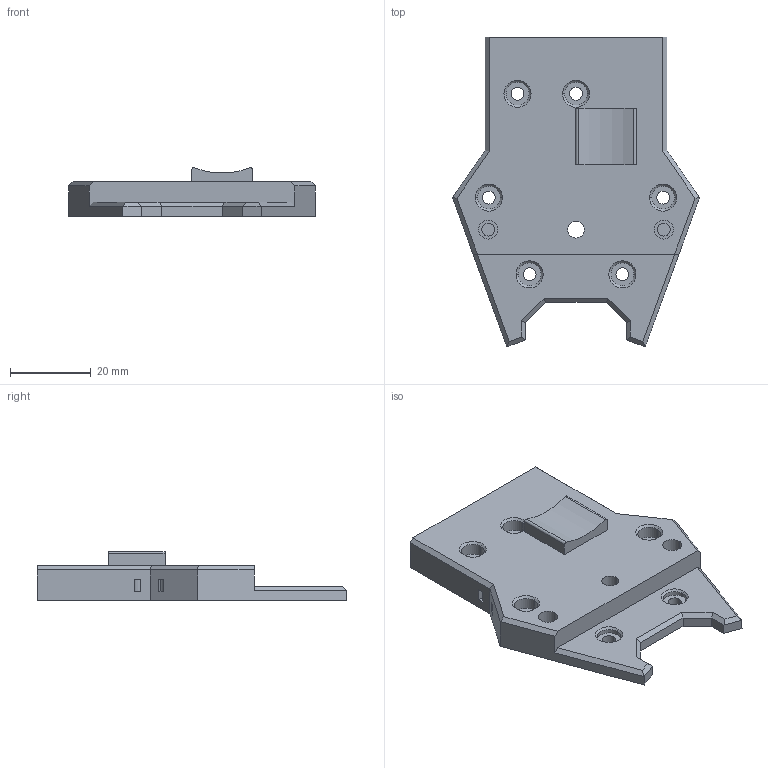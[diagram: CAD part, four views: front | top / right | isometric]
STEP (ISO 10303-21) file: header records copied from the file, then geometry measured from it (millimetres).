
FILE_DESCRIPTION(/* description */ ('STEP AP242','CAx-IF Rec.Pracs.---Representation and Presentation of Product Manufacturing Information (PMI)---4.0---2014-10-13','CAx-IF Rec.Pracs.---3D Tessellated Geometry---0.4---2014-09-14','2;1'),/* implementation_level */ '2;1');
FILE_NAME(/* name */ '6538585dcd1c704aa425263b',/* time_stamp */ '2023-10-24T23:50:54Z',/* author */ (''),/* organization */ (''),/* preprocessor_version */ 'ST-DEVELOPER v19.4',/* originating_system */ ' ',/* authorisation */ ' ');
FILE_SCHEMA (('AP242_MANAGED_MODEL_BASED_3D_ENGINEERING_MIM_LF { 1 0 10303 442 1 1 4 }'));
Length unit declared in the file: metre
Products named in the file (1): Micro
Bounding box: 61.18 x 76.68 x 12 mm (x, y, z)
Volume: 24577.2 mm3; surface area: 9706.3 mm2
Topology: 1 solids, 1 shells, 108 faces, 265 edges, 170 vertices
Faces by surface type: plane 53, cylinder 43, cone 12
Entity records: 3253 total; most frequent: DIRECTION 585, CARTESIAN_POINT 544, ORIENTED_EDGE 530, EDGE_CURVE 265, AXIS2_PLACEMENT_3D 211, VERTEX_POINT 170, LINE 163, VECTOR 163
